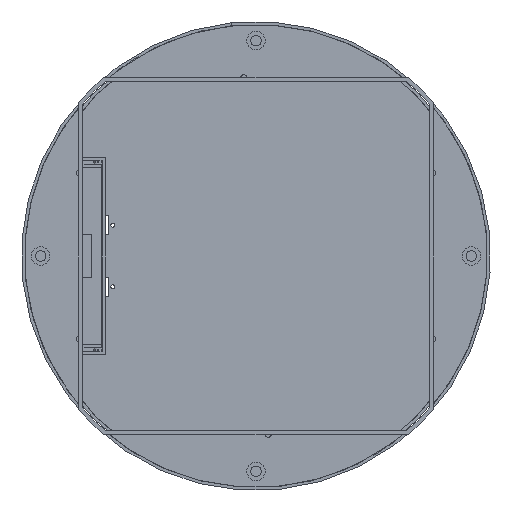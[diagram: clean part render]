
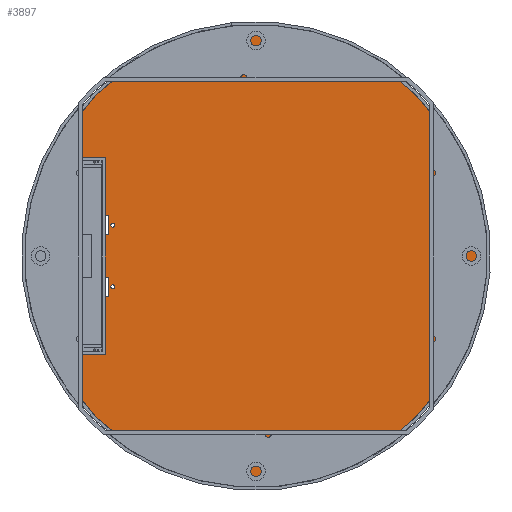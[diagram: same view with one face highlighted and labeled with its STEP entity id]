
A CAD part, front view. The second image highlights one B-rep face of the part: STEP entity #3897.
In plain terms, the highlighted face is planar.
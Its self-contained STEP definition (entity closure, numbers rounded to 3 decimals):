
#3294=CARTESIAN_POINT('',(0.,2.,0.));
#3295=DIRECTION('',(0.,-1.,0.));
#3296=DIRECTION('',(0.,0.,-1.));
#3297=AXIS2_PLACEMENT_3D('',#3294,#3295,#3296);
#3309=CARTESIAN_POINT('',(0.,2.,0.));
#3310=DIRECTION('',(0.,-1.,0.));
#3311=DIRECTION('',(0.894,0.,0.449));
#3312=AXIS2_PLACEMENT_3D('',#3309,#3310,#3311);
#3362=DIRECTION('',(-1.,0.,0.));
#3363=VECTOR('',#3362,33.);
#3364=CARTESIAN_POINT('',(130.9,2.,64.15));
#3365=LINE('',#3364,#3363);
#3366=DIRECTION('',(0.,0.,-1.));
#3367=VECTOR('',#3366,2.05);
#3368=CARTESIAN_POINT('',(130.9,2.,66.2));
#3369=LINE('',#3368,#3367);
#3370=DIRECTION('',(-1.,0.,0.));
#3371=VECTOR('',#3370,0.91);
#3372=CARTESIAN_POINT('',(131.81,2.,66.2));
#3373=LINE('',#3372,#3371);
#3374=DIRECTION('',(1.,0.,0.));
#3375=VECTOR('',#3374,0.91);
#3376=CARTESIAN_POINT('',(130.9,2.,-66.2));
#3377=LINE('',#3376,#3375);
#3378=DIRECTION('',(0.,0.,-1.));
#3379=VECTOR('',#3378,2.05);
#3380=CARTESIAN_POINT('',(130.9,2.,-64.15));
#3381=LINE('',#3380,#3379);
#3382=DIRECTION('',(1.,0.,0.));
#3383=VECTOR('',#3382,33.);
#3384=CARTESIAN_POINT('',(97.9,2.,-64.15));
#3385=LINE('',#3384,#3383);
#3386=DIRECTION('',(0.,0.,-1.));
#3387=VECTOR('',#3386,37.95);
#3388=CARTESIAN_POINT('',(97.9,2.,-26.2));
#3389=LINE('',#3388,#3387);
#3390=DIRECTION('',(1.,0.,0.));
#3391=VECTOR('',#3390,2.2);
#3392=CARTESIAN_POINT('',(95.7,2.,-26.2));
#3393=LINE('',#3392,#3391);
#3394=DIRECTION('',(0.,0.,-1.));
#3395=VECTOR('',#3394,12.4);
#3396=CARTESIAN_POINT('',(95.7,2.,-13.8));
#3397=LINE('',#3396,#3395);
#3398=DIRECTION('',(-1.,0.,0.));
#3399=VECTOR('',#3398,2.2);
#3400=CARTESIAN_POINT('',(97.9,2.,-13.8));
#3401=LINE('',#3400,#3399);
#3402=DIRECTION('',(0.,0.,-1.));
#3403=VECTOR('',#3402,27.6);
#3404=CARTESIAN_POINT('',(97.9,2.,13.8));
#3405=LINE('',#3404,#3403);
#3406=DIRECTION('',(1.,0.,0.));
#3407=VECTOR('',#3406,2.2);
#3408=CARTESIAN_POINT('',(95.7,2.,13.8));
#3409=LINE('',#3408,#3407);
#3410=DIRECTION('',(0.,0.,-1.));
#3411=VECTOR('',#3410,12.4);
#3412=CARTESIAN_POINT('',(95.7,2.,26.2));
#3413=LINE('',#3412,#3411);
#3414=DIRECTION('',(-1.,0.,0.));
#3415=VECTOR('',#3414,2.2);
#3416=CARTESIAN_POINT('',(97.9,2.,26.2));
#3417=LINE('',#3416,#3415);
#3418=DIRECTION('',(0.,0.,-1.));
#3419=VECTOR('',#3418,37.95);
#3420=CARTESIAN_POINT('',(97.9,2.,64.15));
#3421=LINE('',#3420,#3419);
#3422=CARTESIAN_POINT('',(93.1,2.,-20.));
#3423=DIRECTION('',(0.,1.,0.));
#3424=DIRECTION('',(0.,0.,-1.));
#3425=AXIS2_PLACEMENT_3D('',#3422,#3423,#3424);
#3427=CARTESIAN_POINT('',(93.1,2.,-20.));
#3428=DIRECTION('',(0.,1.,0.));
#3429=DIRECTION('',(0.,0.,1.));
#3430=AXIS2_PLACEMENT_3D('',#3427,#3428,#3429);
#3432=CARTESIAN_POINT('',(93.1,2.,20.));
#3433=DIRECTION('',(0.,1.,0.));
#3434=DIRECTION('',(0.,0.,-1.));
#3435=AXIS2_PLACEMENT_3D('',#3432,#3433,#3434);
#3437=CARTESIAN_POINT('',(93.1,2.,20.));
#3438=DIRECTION('',(0.,1.,0.));
#3439=DIRECTION('',(0.,0.,1.));
#3440=AXIS2_PLACEMENT_3D('',#3437,#3438,#3439);
#3442=CARTESIAN_POINT('',(0.,2.,0.));
#3443=DIRECTION('',(0.,1.,0.));
#3444=DIRECTION('',(0.,0.,-1.));
#3445=AXIS2_PLACEMENT_3D('',#3442,#3443,#3444);
#3477=CARTESIAN_POINT('',(0.,2.,-147.5));
#3479=VERTEX_POINT('',#3477);
#3481=CARTESIAN_POINT('',(0.,2.,147.5));
#3483=VERTEX_POINT('',#3481);
#3498=CARTESIAN_POINT('',(130.9,2.,64.15));
#3499=CARTESIAN_POINT('',(97.9,2.,64.15));
#3500=VERTEX_POINT('',#3498);
#3501=VERTEX_POINT('',#3499);
#3502=CARTESIAN_POINT('',(97.9,2.,26.2));
#3503=VERTEX_POINT('',#3502);
#3504=CARTESIAN_POINT('',(97.9,2.,-64.15));
#3505=CARTESIAN_POINT('',(130.9,2.,-64.15));
#3506=VERTEX_POINT('',#3504);
#3507=VERTEX_POINT('',#3505);
#3508=CARTESIAN_POINT('',(131.81,2.,66.2));
#3509=VERTEX_POINT('',#3508);
#3510=CARTESIAN_POINT('',(131.81,2.,-66.2));
#3511=VERTEX_POINT('',#3510);
#3516=CARTESIAN_POINT('',(93.1,2.,18.75));
#3517=CARTESIAN_POINT('',(93.1,2.,21.25));
#3518=VERTEX_POINT('',#3516);
#3519=VERTEX_POINT('',#3517);
#3524=CARTESIAN_POINT('',(93.1,2.,-21.25));
#3525=CARTESIAN_POINT('',(93.1,2.,-18.75));
#3526=VERTEX_POINT('',#3524);
#3527=VERTEX_POINT('',#3525);
#3532=CARTESIAN_POINT('',(130.9,2.,66.2));
#3533=VERTEX_POINT('',#3532);
#3534=CARTESIAN_POINT('',(130.9,2.,-66.2));
#3535=VERTEX_POINT('',#3534);
#3550=CARTESIAN_POINT('',(95.7,2.,26.2));
#3551=VERTEX_POINT('',#3550);
#3552=CARTESIAN_POINT('',(95.7,2.,13.8));
#3553=VERTEX_POINT('',#3552);
#3554=CARTESIAN_POINT('',(97.9,2.,13.8));
#3555=VERTEX_POINT('',#3554);
#3556=CARTESIAN_POINT('',(97.9,2.,-13.8));
#3557=VERTEX_POINT('',#3556);
#3558=CARTESIAN_POINT('',(95.7,2.,-13.8));
#3559=VERTEX_POINT('',#3558);
#3560=CARTESIAN_POINT('',(95.7,2.,-26.2));
#3561=VERTEX_POINT('',#3560);
#3562=CARTESIAN_POINT('',(97.9,2.,-26.2));
#3563=VERTEX_POINT('',#3562);
#3859=CARTESIAN_POINT('',(0.,2.,0.));
#3860=DIRECTION('',(0.,1.,0.));
#3861=DIRECTION('',(1.,0.,0.));
#3862=AXIS2_PLACEMENT_3D('',#3859,#3860,#3861);
#3863=PLANE('',#3862);
#3864=ORIENTED_EDGE('',*,*,#3628,.F.);
#3865=ORIENTED_EDGE('',*,*,#3643,.F.);
#3866=ORIENTED_EDGE('',*,*,#3657,.F.);
#3867=ORIENTED_EDGE('',*,*,#3687,.T.);
#3869=ORIENTED_EDGE('',*,*,#3868,.F.);
#3870=ORIENTED_EDGE('',*,*,#3670,.T.);
#3871=ORIENTED_EDGE('',*,*,#3700,.F.);
#3872=ORIENTED_EDGE('',*,*,#3714,.F.);
#3873=ORIENTED_EDGE('',*,*,#3728,.F.);
#3874=ORIENTED_EDGE('',*,*,#3742,.F.);
#3875=ORIENTED_EDGE('',*,*,#3756,.F.);
#3876=ORIENTED_EDGE('',*,*,#3770,.F.);
#3877=ORIENTED_EDGE('',*,*,#3784,.F.);
#3878=ORIENTED_EDGE('',*,*,#3798,.F.);
#3879=ORIENTED_EDGE('',*,*,#3812,.F.);
#3880=ORIENTED_EDGE('',*,*,#3826,.F.);
#3881=ORIENTED_EDGE('',*,*,#3840,.F.);
#3882=ORIENTED_EDGE('',*,*,#3853,.F.);
#3883=EDGE_LOOP('',(#3864,#3865,#3866,#3867,#3869,#3870,#3871,#3872,#3873,#3874,
#3875,#3876,#3877,#3878,#3879,#3880,#3881,#3882));
#3884=FACE_OUTER_BOUND('',#3883,.F.);
#3886=ORIENTED_EDGE('',*,*,#3885,.T.);
#3888=ORIENTED_EDGE('',*,*,#3887,.T.);
#3889=EDGE_LOOP('',(#3886,#3888));
#3890=FACE_BOUND('',#3889,.F.);
#3892=ORIENTED_EDGE('',*,*,#3891,.T.);
#3894=ORIENTED_EDGE('',*,*,#3893,.T.);
#3895=EDGE_LOOP('',(#3892,#3894));
#3896=FACE_BOUND('',#3895,.F.);
#3298=CIRCLE('',#3297,147.5);
#3313=CIRCLE('',#3312,147.5);
#3426=CIRCLE('',#3425,1.25);
#3431=CIRCLE('',#3430,1.25);
#3436=CIRCLE('',#3435,1.25);
#3441=CIRCLE('',#3440,1.25);
#3446=CIRCLE('',#3445,147.5);
#3628=EDGE_CURVE('',#3500,#3501,#3365,.T.);
#3643=EDGE_CURVE('',#3533,#3500,#3369,.T.);
#3657=EDGE_CURVE('',#3509,#3533,#3373,.T.);
#3670=EDGE_CURVE('',#3479,#3511,#3298,.T.);
#3687=EDGE_CURVE('',#3509,#3483,#3313,.T.);
#3700=EDGE_CURVE('',#3535,#3511,#3377,.T.);
#3714=EDGE_CURVE('',#3507,#3535,#3381,.T.);
#3728=EDGE_CURVE('',#3506,#3507,#3385,.T.);
#3742=EDGE_CURVE('',#3563,#3506,#3389,.T.);
#3756=EDGE_CURVE('',#3561,#3563,#3393,.T.);
#3770=EDGE_CURVE('',#3559,#3561,#3397,.T.);
#3784=EDGE_CURVE('',#3557,#3559,#3401,.T.);
#3798=EDGE_CURVE('',#3555,#3557,#3405,.T.);
#3812=EDGE_CURVE('',#3553,#3555,#3409,.T.);
#3826=EDGE_CURVE('',#3551,#3553,#3413,.T.);
#3840=EDGE_CURVE('',#3503,#3551,#3417,.T.);
#3853=EDGE_CURVE('',#3501,#3503,#3421,.T.);
#3868=EDGE_CURVE('',#3479,#3483,#3446,.T.);
#3885=EDGE_CURVE('',#3526,#3527,#3426,.T.);
#3887=EDGE_CURVE('',#3527,#3526,#3431,.T.);
#3891=EDGE_CURVE('',#3518,#3519,#3436,.T.);
#3893=EDGE_CURVE('',#3519,#3518,#3441,.T.);
#3897=ADVANCED_FACE('',(#3884,#3890,#3896),#3863,.T.);
